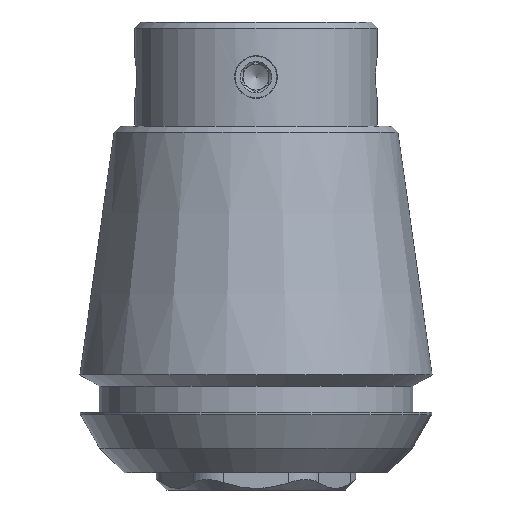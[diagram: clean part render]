
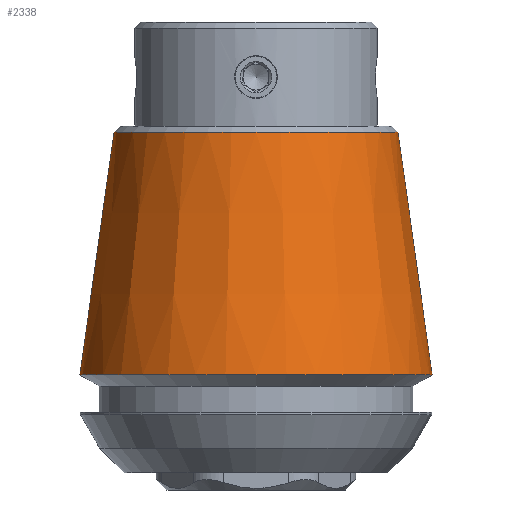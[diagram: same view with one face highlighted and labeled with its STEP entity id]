
A CAD part, front view. The second image highlights one B-rep face of the part: STEP entity #2338.
In plain terms, the highlighted conical face has half-angle 8 degrees and reference radius 20.32 mm.
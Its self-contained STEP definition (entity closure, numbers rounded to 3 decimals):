
#26=CONICAL_SURFACE('',#2485,20.32,0.14);
#325=CIRCLE('',#2484,20.32);
#326=CIRCLE('',#2486,16.381);
#464=ORIENTED_EDGE('',*,*,#857,.T.);
#465=ORIENTED_EDGE('',*,*,#856,.T.);
#856=EDGE_CURVE('',#1049,#1049,#325,.T.);
#857=EDGE_CURVE('',#1050,#1050,#326,.F.);
#1049=VERTEX_POINT('',#3354);
#1050=VERTEX_POINT('',#3357);
#1240=EDGE_LOOP('',(#464));
#1241=EDGE_LOOP('',(#465));
#1398=FACE_BOUND('',#1240,.T.);
#1399=FACE_BOUND('',#1241,.T.);
#2338=ADVANCED_FACE('',(#1398,#1399),#26,.T.);
#2484=AXIS2_PLACEMENT_3D('',#3353,#2745,#2746);
#2485=AXIS2_PLACEMENT_3D('',#3355,#2747,#2748);
#2486=AXIS2_PLACEMENT_3D('',#3356,#2749,#2750);
#2745=DIRECTION('',(0.,0.,1.));
#2746=DIRECTION('',(1.,0.,0.));
#2747=DIRECTION('',(0.,0.,-1.));
#2748=DIRECTION('',(-1.,0.,0.));
#2749=DIRECTION('',(0.,0.,1.));
#2750=DIRECTION('',(1.,0.,0.));
#3353=CARTESIAN_POINT('',(0.,0.,11.282));
#3354=CARTESIAN_POINT('',(20.32,0.,11.282));
#3355=CARTESIAN_POINT('',(0.,0.,11.282));
#3356=CARTESIAN_POINT('',(0.,0.,39.307));
#3357=CARTESIAN_POINT('',(16.381,0.,39.307));
